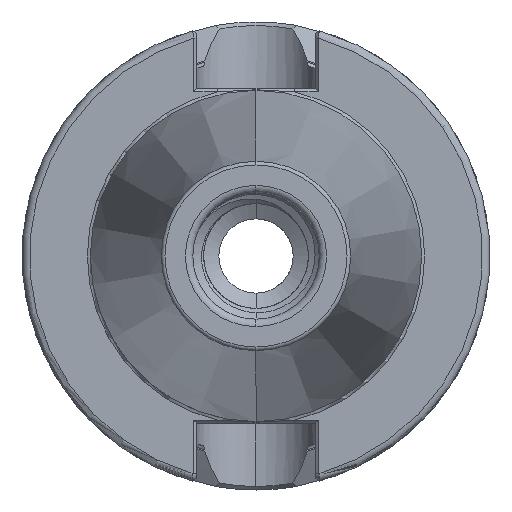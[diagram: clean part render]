
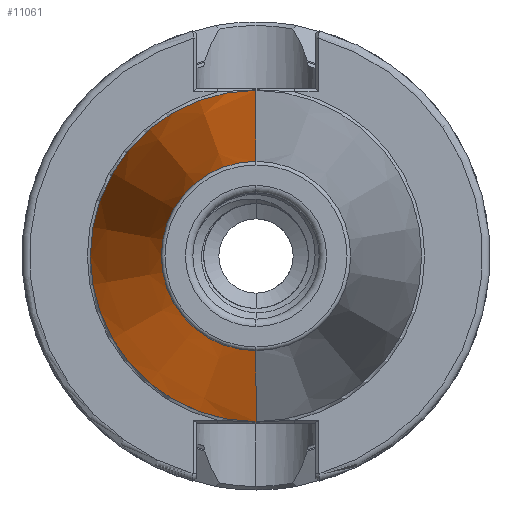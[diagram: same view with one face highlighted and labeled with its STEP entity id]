
A CAD part, left-side view. The second image highlights one B-rep face of the part: STEP entity #11061.
In plain terms, the highlighted conical face has half-angle 8.297 degrees and reference radius 22.298 mm.
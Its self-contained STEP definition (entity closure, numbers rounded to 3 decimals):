
#200 = CARTESIAN_POINT ( 'NONE',  ( -66.972, 0., 0. ) ) ;
#233 = DIRECTION ( 'NONE',  ( 1., 0., 0. ) ) ;
#240 = DIRECTION ( 'NONE',  ( 0., 0., -1. ) ) ;
#253 = DIRECTION ( 'NONE',  ( 0.99, 0., -0.144 ) ) ;
#257 = CARTESIAN_POINT ( 'NONE',  ( -1.5, 0., -22.298 ) ) ;
#344 = CARTESIAN_POINT ( 'NONE',  ( -1.5, 0., 0. ) ) ;
#406 = DIRECTION ( 'NONE',  ( 0., 0., -1. ) ) ;
#423 = DIRECTION ( 'NONE',  ( 1., 0., 0. ) ) ;
#581 = DIRECTION ( 'NONE',  ( 0.99, 0., 0.144 ) ) ;
#613 = CARTESIAN_POINT ( 'NONE',  ( -1.5, 0., 22.298 ) ) ;
#715 = VERTEX_POINT ( 'NONE', #7676 ) ;
#748 = VERTEX_POINT ( 'NONE', #7733 ) ;
#765 = VERTEX_POINT ( 'NONE', #7750 ) ;
#837 = VERTEX_POINT ( 'NONE', #7752 ) ;
#972 = AXIS2_PLACEMENT_3D ( 'NONE', #200, #233, #240 ) ;
#988 = AXIS2_PLACEMENT_3D ( 'NONE', #344, #423, #406 ) ;
#1132 = AXIS2_PLACEMENT_3D ( 'NONE', #2946, #2924, #2931 ) ;
#1412 = ORIENTED_EDGE ( 'NONE', *, *, #1755, .T. ) ;
#1428 = ORIENTED_EDGE ( 'NONE', *, *, #1778, .T. ) ;
#1436 = ORIENTED_EDGE ( 'NONE', *, *, #1788, .F. ) ;
#1467 = ORIENTED_EDGE ( 'NONE', *, *, #1811, .F. ) ;
#1755 = EDGE_CURVE ( 'NONE', #748, #715, #9116, .T. ) ;
#1778 = EDGE_CURVE ( 'NONE', #837, #748, #9304, .T. ) ;
#1788 = EDGE_CURVE ( 'NONE', #837, #765, #9338, .T. ) ;
#1811 = EDGE_CURVE ( 'NONE', #765, #715, #9394, .T. ) ;
#2214 = EDGE_LOOP ( 'NONE', ( #1428, #1412, #1467, #1436 ) ) ;
#2924 = DIRECTION ( 'NONE',  ( 1., 0., 0. ) ) ;
#2931 = DIRECTION ( 'NONE',  ( 0., 0., -1. ) ) ;
#2946 = CARTESIAN_POINT ( 'NONE',  ( -1.5, 0., 0. ) ) ;
#6865 = FACE_OUTER_BOUND ( 'NONE', #2214, .T. ) ;
#6895 = CONICAL_SURFACE ( 'NONE', #1132, 22.298, 0.145 ) ;
#7676 = CARTESIAN_POINT ( 'NONE',  ( -1.5, 0., 22.298 ) ) ;
#7733 = CARTESIAN_POINT ( 'NONE',  ( -66.972, 0., 12.75 ) ) ;
#7750 = CARTESIAN_POINT ( 'NONE',  ( -1.5, 0., -22.298 ) ) ;
#7752 = CARTESIAN_POINT ( 'NONE',  ( -66.972, 0., -12.75 ) ) ;
#9116 = LINE ( 'NONE', #613, #9118 ) ;
#9118 = VECTOR ( 'NONE', #581, 1000. ) ;
#9304 = CIRCLE ( 'NONE', #972, 12.75 ) ;
#9327 = VECTOR ( 'NONE', #253, 1000. ) ;
#9338 = LINE ( 'NONE', #257, #9327 ) ;
#9394 = CIRCLE ( 'NONE', #988, 22.298 ) ;
#11061 = ADVANCED_FACE ( 'NONE', ( #6865 ), #6895, .T. ) ;
